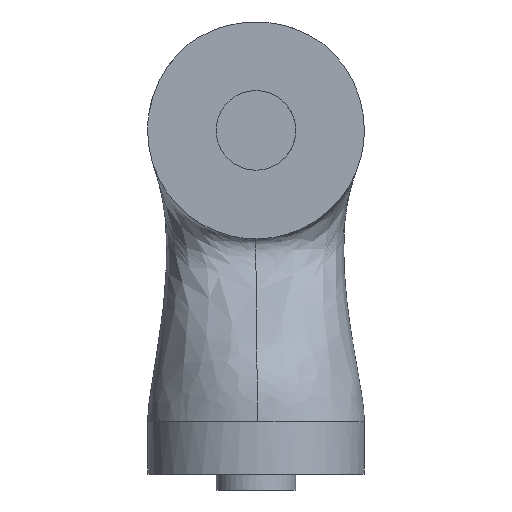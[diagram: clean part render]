
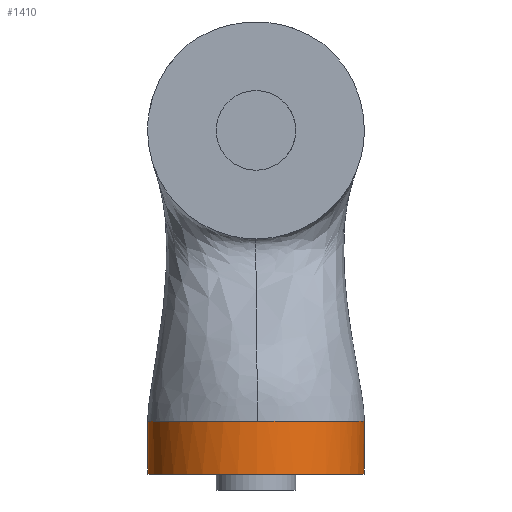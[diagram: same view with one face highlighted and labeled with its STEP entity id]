
A CAD part, front view. The second image highlights one B-rep face of the part: STEP entity #1410.
In plain terms, the highlighted cylindrical face has radius 68 mm (diameter 136 mm), a partial arc.
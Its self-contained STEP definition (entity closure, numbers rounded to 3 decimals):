
#113 = DIRECTION ( 'NONE',  ( 0., 0., 1. ) ) ;
#139 = DIRECTION ( 'NONE',  ( -0.08, 0.997, 0. ) ) ;
#149 = VERTEX_POINT ( 'NONE', #3050 ) ;
#170 = CARTESIAN_POINT ( 'NONE',  ( 68.869, 0.691, 564.5 ) ) ;
#226 = CIRCLE ( 'NONE', #3026, 68. ) ;
#233 = CARTESIAN_POINT ( 'NONE',  ( -66.323, 10.434, 597.5 ) ) ;
#447 = CARTESIAN_POINT ( 'NONE',  ( 68.869, 0.691, 597.5 ) ) ;
#472 = AXIS2_PLACEMENT_3D ( 'NONE', #1209, #1934, #3738 ) ;
#491 = CYLINDRICAL_SURFACE ( 'NONE', #3261, 68. ) ;
#525 = CARTESIAN_POINT ( 'NONE',  ( 68.871, 0.391, 564.5 ) ) ;
#547 = VERTEX_POINT ( 'NONE', #4200 ) ;
#588 = CARTESIAN_POINT ( 'NONE',  ( 0.872, 0.004, 564.5 ) ) ;
#632 = CARTESIAN_POINT ( 'NONE',  ( 0.872, 0.004, 597.5 ) ) ;
#657 = CARTESIAN_POINT ( 'NONE',  ( 0.872, 0.004, 597.5 ) ) ;
#1058 = AXIS2_PLACEMENT_3D ( 'NONE', #588, #1690, #2021 ) ;
#1209 = CARTESIAN_POINT ( 'NONE',  ( 0.872, 0.004, 597.5 ) ) ;
#1370 = B_SPLINE_CURVE_WITH_KNOTS ( 'NONE', 3,
 ( #447, #3359, #3409, #170 ),
 .UNSPECIFIED., .F., .F.,
 ( 4, 4 ),
 ( 0., 1. ),
 .UNSPECIFIED. ) ;
#1410 = ADVANCED_FACE ( 'NONE', ( #3376 ), #491, .T. ) ;
#1452 = CARTESIAN_POINT ( 'NONE',  ( 0.872, 0.004, 597.5 ) ) ;
#1620 = EDGE_CURVE ( 'NONE', #3787, #149, #1987, .T. ) ;
#1667 = CIRCLE ( 'NONE', #1058, 68. ) ;
#1669 = DIRECTION ( 'NONE',  ( -1., -0.01, 0. ) ) ;
#1690 = DIRECTION ( 'NONE',  ( 0., 0., 1. ) ) ;
#1778 = DIRECTION ( 'NONE',  ( -0.08, 0.997, 0. ) ) ;
#1867 = ORIENTED_EDGE ( 'NONE', *, *, #3584, .T. ) ;
#1934 = DIRECTION ( 'NONE',  ( 0., 0., -1. ) ) ;
#1987 = LINE ( 'NONE', #3436, #3864 ) ;
#2021 = DIRECTION ( 'NONE',  ( 0.08, -0.997, 0. ) ) ;
#2131 = DIRECTION ( 'NONE',  ( 0., 0., -1. ) ) ;
#2223 = VERTEX_POINT ( 'NONE', #3558 ) ;
#2251 = EDGE_CURVE ( 'NONE', #4072, #547, #2421, .T. ) ;
#2277 = ORIENTED_EDGE ( 'NONE', *, *, #2251, .T. ) ;
#2320 = ORIENTED_EDGE ( 'NONE', *, *, #4354, .T. ) ;
#2421 = CIRCLE ( 'NONE', #4094, 68. ) ;
#2424 = DIRECTION ( 'NONE',  ( -0.08, 0.997, 0. ) ) ;
#2499 = CIRCLE ( 'NONE', #472, 68. ) ;
#2576 = EDGE_LOOP ( 'NONE', ( #4431, #4101, #3741, #2320, #1867, #3054, #2277 ) ) ;
#2608 = CARTESIAN_POINT ( 'NONE',  ( 0.872, 0.004, 564.5 ) ) ;
#2717 = CARTESIAN_POINT ( 'NONE',  ( 1.559, -67.987, 597.5 ) ) ;
#3026 = AXIS2_PLACEMENT_3D ( 'NONE', #632, #4179, #2424 ) ;
#3050 = CARTESIAN_POINT ( 'NONE',  ( 68.871, 0.391, 597.5 ) ) ;
#3054 = ORIENTED_EDGE ( 'NONE', *, *, #4269, .T. ) ;
#3261 = AXIS2_PLACEMENT_3D ( 'NONE', #2608, #113, #139 ) ;
#3359 = CARTESIAN_POINT ( 'NONE',  ( 68.869, 0.691, 586.5 ) ) ;
#3376 = FACE_OUTER_BOUND ( 'NONE', #2576, .T. ) ;
#3409 = CARTESIAN_POINT ( 'NONE',  ( 68.869, 0.691, 575.5 ) ) ;
#3436 = CARTESIAN_POINT ( 'NONE',  ( 68.871, 0.391, 564.5 ) ) ;
#3444 = EDGE_CURVE ( 'NONE', #547, #2223, #1370, .T. ) ;
#3488 = CIRCLE ( 'NONE', #3717, 68. ) ;
#3558 = CARTESIAN_POINT ( 'NONE',  ( 68.869, 0.691, 564.5 ) ) ;
#3584 = EDGE_CURVE ( 'NONE', #4045, #4091, #2499, .T. ) ;
#3717 = AXIS2_PLACEMENT_3D ( 'NONE', #657, #4576, #1669 ) ;
#3738 = DIRECTION ( 'NONE',  ( -0.08, 0.997, 0. ) ) ;
#3741 = ORIENTED_EDGE ( 'NONE', *, *, #1620, .T. ) ;
#3787 = VERTEX_POINT ( 'NONE', #525 ) ;
#3864 = VECTOR ( 'NONE', #4125, 1000. ) ;
#3896 = CARTESIAN_POINT ( 'NONE',  ( 67.844, 11.789, 597.5 ) ) ;
#4045 = VERTEX_POINT ( 'NONE', #2717 ) ;
#4072 = VERTEX_POINT ( 'NONE', #3896 ) ;
#4091 = VERTEX_POINT ( 'NONE', #233 ) ;
#4094 = AXIS2_PLACEMENT_3D ( 'NONE', #1452, #2131, #1778 ) ;
#4101 = ORIENTED_EDGE ( 'NONE', *, *, #4352, .T. ) ;
#4125 = DIRECTION ( 'NONE',  ( 0., 0., 1. ) ) ;
#4179 = DIRECTION ( 'NONE',  ( 0., 0., -1. ) ) ;
#4200 = CARTESIAN_POINT ( 'NONE',  ( 68.869, 0.691, 597.5 ) ) ;
#4269 = EDGE_CURVE ( 'NONE', #4091, #4072, #3488, .T. ) ;
#4352 = EDGE_CURVE ( 'NONE', #2223, #3787, #1667, .T. ) ;
#4354 = EDGE_CURVE ( 'NONE', #149, #4045, #226, .T. ) ;
#4431 = ORIENTED_EDGE ( 'NONE', *, *, #3444, .T. ) ;
#4576 = DIRECTION ( 'NONE',  ( 0., 0., -1. ) ) ;
